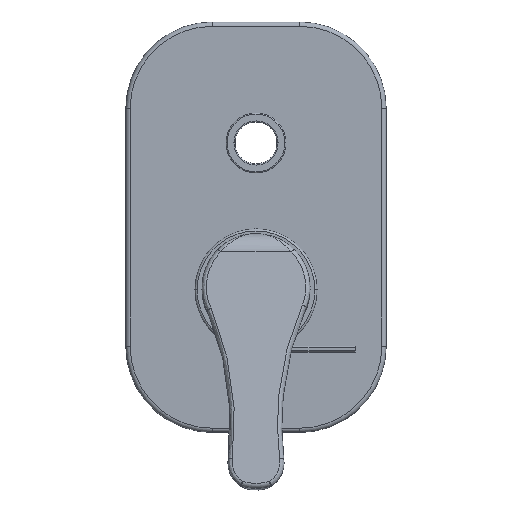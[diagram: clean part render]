
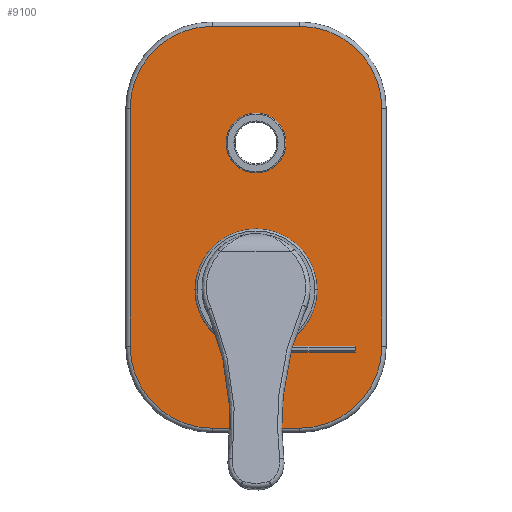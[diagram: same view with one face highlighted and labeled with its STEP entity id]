
A CAD part, top view. The second image highlights one B-rep face of the part: STEP entity #9100.
In plain terms, the highlighted face is planar.
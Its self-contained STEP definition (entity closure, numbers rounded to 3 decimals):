
#8326=DIRECTION('',(1.,0.,0.));
#8327=VECTOR('',#8326,40.5);
#8328=CARTESIAN_POINT('',(-20.25,6.,93.));
#8329=LINE('',#8328,#8327);
#8333=CARTESIAN_POINT('',(-20.25,6.,55.));
#8334=DIRECTION('',(0.,1.,0.));
#8335=DIRECTION('',(-1.,0.,0.));
#8336=AXIS2_PLACEMENT_3D('',#8333,#8334,#8335);
#8341=DIRECTION('',(0.,0.,1.));
#8342=VECTOR('',#8341,110.);
#8343=CARTESIAN_POINT('',(-58.25,6.,-55.));
#8344=LINE('',#8343,#8342);
#8348=CARTESIAN_POINT('',(-20.25,6.,-55.));
#8349=DIRECTION('',(0.,1.,0.));
#8350=DIRECTION('',(0.,0.,-1.));
#8351=AXIS2_PLACEMENT_3D('',#8348,#8349,#8350);
#8356=DIRECTION('',(-1.,0.,0.));
#8357=VECTOR('',#8356,40.5);
#8358=CARTESIAN_POINT('',(20.25,6.,-93.));
#8359=LINE('',#8358,#8357);
#8363=CARTESIAN_POINT('',(20.25,6.,-55.));
#8364=DIRECTION('',(0.,1.,0.));
#8365=DIRECTION('',(1.,0.,0.));
#8366=AXIS2_PLACEMENT_3D('',#8363,#8364,#8365);
#8371=DIRECTION('',(0.,0.,-1.));
#8372=VECTOR('',#8371,110.);
#8373=CARTESIAN_POINT('',(58.25,6.,55.));
#8374=LINE('',#8373,#8372);
#8378=CARTESIAN_POINT('',(20.25,6.,55.));
#8379=DIRECTION('',(0.,1.,0.));
#8380=DIRECTION('',(0.,0.,1.));
#8381=AXIS2_PLACEMENT_3D('',#8378,#8379,#8380);
#8386=CARTESIAN_POINT('',(0.,6.,29.));
#8387=DIRECTION('',(0.,1.,0.));
#8388=DIRECTION('',(1.,0.,0.));
#8389=AXIS2_PLACEMENT_3D('',#8386,#8387,#8388);
#8394=CARTESIAN_POINT('',(0.,6.,29.));
#8395=DIRECTION('',(0.,1.,0.));
#8396=DIRECTION('',(-1.,0.,0.));
#8397=AXIS2_PLACEMENT_3D('',#8394,#8395,#8396);
#8402=CARTESIAN_POINT('',(0.,6.,-39.));
#8403=DIRECTION('',(0.,1.,0.));
#8404=DIRECTION('',(1.,0.,0.));
#8405=AXIS2_PLACEMENT_3D('',#8402,#8403,#8404);
#8410=CARTESIAN_POINT('',(0.,6.,-39.));
#8411=DIRECTION('',(0.,1.,0.));
#8412=DIRECTION('',(-1.,0.,0.));
#8413=AXIS2_PLACEMENT_3D('',#8410,#8411,#8412);
#8898=CARTESIAN_POINT('',(-20.25,6.,93.));
#8899=CARTESIAN_POINT('',(20.25,6.,93.));
#8900=VERTEX_POINT('',#8898);
#8901=VERTEX_POINT('',#8899);
#8906=CARTESIAN_POINT('',(58.25,6.,55.));
#8907=VERTEX_POINT('',#8906);
#8910=CARTESIAN_POINT('',(58.25,6.,-55.));
#8911=VERTEX_POINT('',#8910);
#8914=CARTESIAN_POINT('',(20.25,6.,-93.));
#8915=VERTEX_POINT('',#8914);
#8918=CARTESIAN_POINT('',(-20.25,6.,-93.));
#8919=VERTEX_POINT('',#8918);
#8922=CARTESIAN_POINT('',(-58.25,6.,-55.));
#8923=VERTEX_POINT('',#8922);
#8926=CARTESIAN_POINT('',(-58.25,6.,55.));
#8927=VERTEX_POINT('',#8926);
#8978=CARTESIAN_POINT('',(26.75,6.,29.));
#8979=CARTESIAN_POINT('',(-26.75,6.,29.));
#8980=VERTEX_POINT('',#8978);
#8981=VERTEX_POINT('',#8979);
#8982=CARTESIAN_POINT('',(11.5,6.,-39.));
#8983=CARTESIAN_POINT('',(-11.5,6.,-39.));
#8984=VERTEX_POINT('',#8982);
#8985=VERTEX_POINT('',#8983);
#9066=CARTESIAN_POINT('',(0.,6.,0.));
#9067=DIRECTION('',(0.,1.,0.));
#9068=DIRECTION('',(1.,0.,0.));
#9069=AXIS2_PLACEMENT_3D('',#9066,#9067,#9068);
#9070=PLANE('',#9069);
#9072=ORIENTED_EDGE('',*,*,#9071,.F.);
#9074=ORIENTED_EDGE('',*,*,#9073,.F.);
#9076=ORIENTED_EDGE('',*,*,#9075,.F.);
#9078=ORIENTED_EDGE('',*,*,#9077,.F.);
#9080=ORIENTED_EDGE('',*,*,#9079,.F.);
#9081=ORIENTED_EDGE('',*,*,#9056,.F.);
#9083=ORIENTED_EDGE('',*,*,#9082,.F.);
#9085=ORIENTED_EDGE('',*,*,#9084,.F.);
#9086=EDGE_LOOP('',(#9072,#9074,#9076,#9078,#9080,#9081,#9083,#9085));
#9087=FACE_OUTER_BOUND('',#9086,.F.);
#9089=ORIENTED_EDGE('',*,*,#9088,.T.);
#9091=ORIENTED_EDGE('',*,*,#9090,.T.);
#9092=EDGE_LOOP('',(#9089,#9091));
#9093=FACE_BOUND('',#9092,.F.);
#9095=ORIENTED_EDGE('',*,*,#9094,.T.);
#9097=ORIENTED_EDGE('',*,*,#9096,.T.);
#9098=EDGE_LOOP('',(#9095,#9097));
#9099=FACE_BOUND('',#9098,.F.);
#9100=ADVANCED_FACE('',(#9087,#9093,#9099),#9070,.T.);
#8337=CIRCLE('',#8336,38.);
#8352=CIRCLE('',#8351,38.);
#8367=CIRCLE('',#8366,38.);
#8382=CIRCLE('',#8381,38.);
#8390=CIRCLE('',#8389,26.75);
#8398=CIRCLE('',#8397,26.75);
#8406=CIRCLE('',#8405,11.5);
#8414=CIRCLE('',#8413,11.5);
#9056=EDGE_CURVE('',#8911,#8915,#8367,.T.);
#9071=EDGE_CURVE('',#8900,#8901,#8329,.T.);
#9073=EDGE_CURVE('',#8927,#8900,#8337,.T.);
#9075=EDGE_CURVE('',#8923,#8927,#8344,.T.);
#9077=EDGE_CURVE('',#8919,#8923,#8352,.T.);
#9079=EDGE_CURVE('',#8915,#8919,#8359,.T.);
#9082=EDGE_CURVE('',#8907,#8911,#8374,.T.);
#9084=EDGE_CURVE('',#8901,#8907,#8382,.T.);
#9088=EDGE_CURVE('',#8980,#8981,#8390,.T.);
#9090=EDGE_CURVE('',#8981,#8980,#8398,.T.);
#9094=EDGE_CURVE('',#8984,#8985,#8406,.T.);
#9096=EDGE_CURVE('',#8985,#8984,#8414,.T.);
